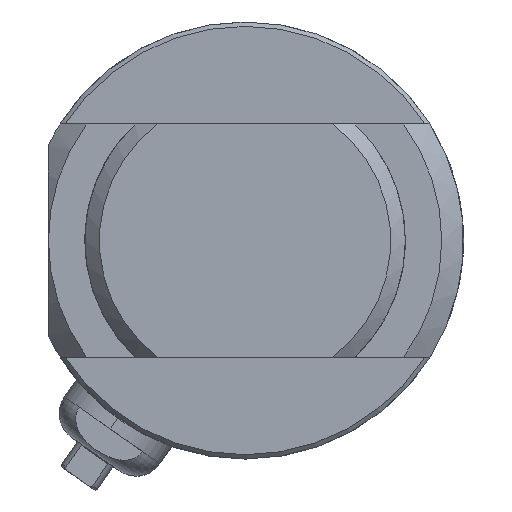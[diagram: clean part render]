
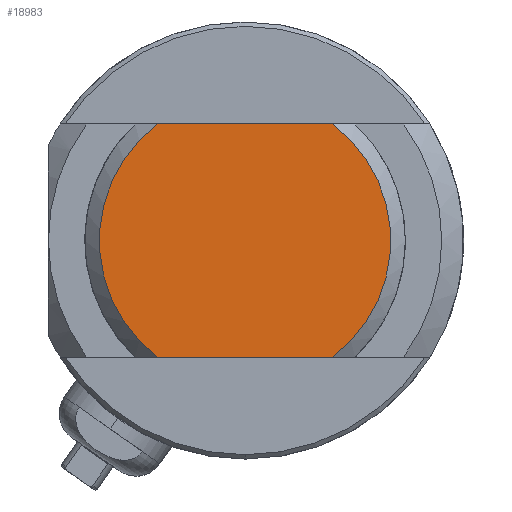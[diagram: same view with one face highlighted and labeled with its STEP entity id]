
A CAD part, left-side view. The second image highlights one B-rep face of the part: STEP entity #18983.
In plain terms, the highlighted planar face has unit normal (-1, 0, 0).
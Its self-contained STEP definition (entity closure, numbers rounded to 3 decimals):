
#875 = VERTEX_POINT ( 'NONE', #26737 ) ;
#1368 = EDGE_LOOP ( 'NONE', ( #22321, #61493, #45897, #22721 ) ) ;
#1725 = FACE_OUTER_BOUND ( 'NONE', #1368, .T. ) ;
#2187 = DIRECTION ( 'NONE',  ( 0., -1., 0. ) ) ;
#4263 = VECTOR ( 'NONE', #2187, 1000. ) ;
#5199 = PLANE ( 'NONE',  #6968 ) ;
#5520 = DIRECTION ( 'NONE',  ( 0., 0., 1. ) ) ;
#5990 = VECTOR ( 'NONE', #47773, 1000. ) ;
#6613 = EDGE_CURVE ( 'NONE', #11259, #875, #57102, .T. ) ;
#6968 = AXIS2_PLACEMENT_3D ( 'NONE', #14174, #9194, #5520 ) ;
#9194 = DIRECTION ( 'NONE',  ( -1., 0., 0. ) ) ;
#11259 = VERTEX_POINT ( 'NONE', #29175 ) ;
#12451 = AXIS2_PLACEMENT_3D ( 'NONE', #60623, #54976, #60297 ) ;
#13472 = CARTESIAN_POINT ( 'NONE',  ( -44., 6., 8. ) ) ;
#13785 = EDGE_CURVE ( 'NONE', #59269, #38344, #35756, .T. ) ;
#14174 = CARTESIAN_POINT ( 'NONE',  ( -44., 11., 0. ) ) ;
#17149 = CARTESIAN_POINT ( 'NONE',  ( -44., 11., 8. ) ) ;
#18983 = ADVANCED_FACE ( 'NONE', ( #1725 ), #5199, .T. ) ;
#21897 = AXIS2_PLACEMENT_3D ( 'NONE', #27516, #61513, #52490 ) ;
#22321 = ORIENTED_EDGE ( 'NONE', *, *, #43931, .F. ) ;
#22721 = ORIENTED_EDGE ( 'NONE', *, *, #13785, .T. ) ;
#26737 = CARTESIAN_POINT ( 'NONE',  ( -44., -6., 8. ) ) ;
#27516 = CARTESIAN_POINT ( 'NONE',  ( -44., 0., 0. ) ) ;
#28123 = CARTESIAN_POINT ( 'NONE',  ( -44., 6., -8. ) ) ;
#29175 = CARTESIAN_POINT ( 'NONE',  ( -44., -6., -8. ) ) ;
#31802 = LINE ( 'NONE', #52119, #5990 ) ;
#35756 = CIRCLE ( 'NONE', #21897, 10. ) ;
#38344 = VERTEX_POINT ( 'NONE', #28123 ) ;
#43931 = EDGE_CURVE ( 'NONE', #11259, #38344, #31802, .T. ) ;
#45897 = ORIENTED_EDGE ( 'NONE', *, *, #64610, .F. ) ;
#47773 = DIRECTION ( 'NONE',  ( 0., 1., 0. ) ) ;
#48780 = LINE ( 'NONE', #17149, #4263 ) ;
#52119 = CARTESIAN_POINT ( 'NONE',  ( -44., 11., -8. ) ) ;
#52490 = DIRECTION ( 'NONE',  ( 0., 0., 1. ) ) ;
#54976 = DIRECTION ( 'NONE',  ( -1., 0., 0. ) ) ;
#57102 = CIRCLE ( 'NONE', #12451, 10. ) ;
#59269 = VERTEX_POINT ( 'NONE', #13472 ) ;
#60297 = DIRECTION ( 'NONE',  ( 0., 0., 1. ) ) ;
#60623 = CARTESIAN_POINT ( 'NONE',  ( -44., 0., 0. ) ) ;
#61493 = ORIENTED_EDGE ( 'NONE', *, *, #6613, .T. ) ;
#61513 = DIRECTION ( 'NONE',  ( -1., 0., 0. ) ) ;
#64610 = EDGE_CURVE ( 'NONE', #59269, #875, #48780, .T. ) ;
